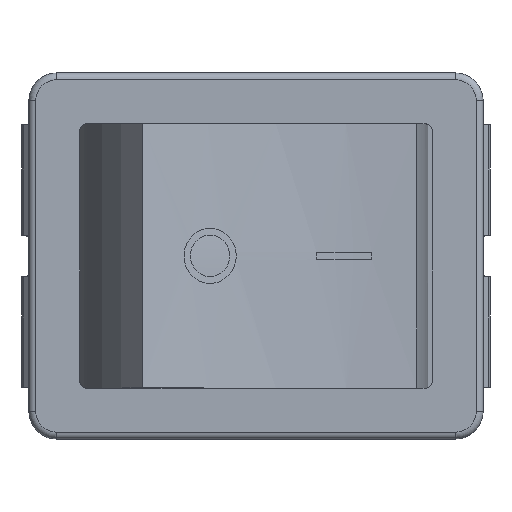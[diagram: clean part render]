
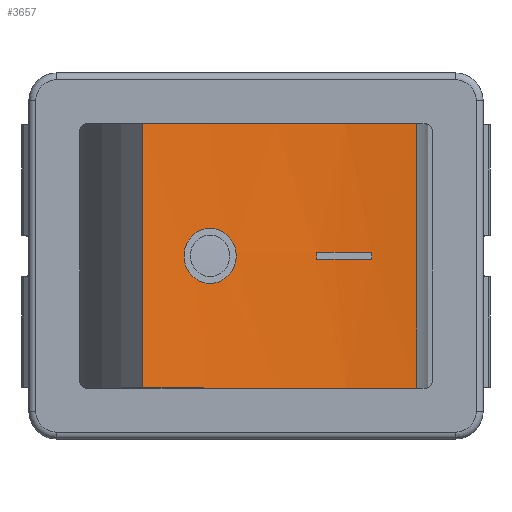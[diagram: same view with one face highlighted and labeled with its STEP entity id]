
A CAD part, top view. The second image highlights one B-rep face of the part: STEP entity #3657.
In plain terms, the highlighted cylindrical face has radius 42.568 mm (diameter 85.136 mm), a partial arc.
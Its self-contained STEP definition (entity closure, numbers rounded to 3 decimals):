
#3266=CARTESIAN_POINT('',(-8.26,9.6,22.671));
#3267=VERTEX_POINT('',#3266);
#3275=CARTESIAN_POINT('',(11.695,9.6,18.064));
#3276=VERTEX_POINT('',#3275);
#3277=CARTESIAN_POINT('',(11.012,9.6,60.626));
#3278=DIRECTION('',(0.0,1.0,0.0));
#3279=DIRECTION('',(-0.453,0.0,-0.892));
#3280=AXIS2_PLACEMENT_3D('',#3277,#3278,#3279);
#3281=CIRCLE('',#3280,42.568);
#3282=EDGE_CURVE('',#3276,#3267,#3281,.T.);
#3348=CARTESIAN_POINT('',(-8.26,-9.6,22.671));
#3349=VERTEX_POINT('',#3348);
#3357=CARTESIAN_POINT('',(-8.26,-9.6,22.671));
#3358=DIRECTION('',(0.0,1.0,0.0));
#3359=VECTOR('',#3358,19.2);
#3360=LINE('',#3357,#3359);
#3361=EDGE_CURVE('',#3349,#3267,#3360,.T.);
#3404=CARTESIAN_POINT('',(11.695,-9.6,18.064));
#3405=VERTEX_POINT('',#3404);
#3406=CARTESIAN_POINT('',(11.695,-9.6,18.064));
#3407=DIRECTION('',(0.0,1.0,0.0));
#3408=VECTOR('',#3407,19.2);
#3409=LINE('',#3406,#3408);
#3410=EDGE_CURVE('',#3405,#3276,#3409,.T.);
#3466=CARTESIAN_POINT('',(11.012,-9.6,60.626));
#3467=DIRECTION('',(0.0,-1.0,0.0));
#3468=DIRECTION('',(-0.453,0.0,-0.892));
#3469=AXIS2_PLACEMENT_3D('',#3466,#3467,#3468);
#3470=CIRCLE('',#3469,42.568);
#3471=EDGE_CURVE('',#3349,#3405,#3470,.T.);
#3482=CARTESIAN_POINT('',(-1.438,0.0,19.919));
#3483=VERTEX_POINT('',#3482);
#3484=CARTESIAN_POINT('',(-1.438,0.0,19.919));
#3485=CARTESIAN_POINT('',(-1.438,-0.251,19.919));
#3486=CARTESIAN_POINT('',(-1.486,-0.519,19.933));
#3487=CARTESIAN_POINT('',(-1.584,-0.765,19.963));
#3488=CARTESIAN_POINT('',(-1.681,-1.011,19.994));
#3489=CARTESIAN_POINT('',(-1.828,-1.236,20.04));
#3490=CARTESIAN_POINT('',(-1.997,-1.413,20.094));
#3491=CARTESIAN_POINT('',(-2.168,-1.591,20.149));
#3492=CARTESIAN_POINT('',(-2.383,-1.746,20.219));
#3493=CARTESIAN_POINT('',(-2.617,-1.848,20.298));
#3494=CARTESIAN_POINT('',(-2.852,-1.95,20.378));
#3495=CARTESIAN_POINT('',(-3.107,-2.,20.466));
#3496=CARTESIAN_POINT('',(-3.344,-2.,20.551));
#3497=CARTESIAN_POINT('',(-3.583,-2.,20.637));
#3498=CARTESIAN_POINT('',(-3.837,-1.95,20.73));
#3499=CARTESIAN_POINT('',(-4.07,-1.847,20.819));
#3500=CARTESIAN_POINT('',(-4.303,-1.745,20.907));
#3501=CARTESIAN_POINT('',(-4.515,-1.59,20.99));
#3502=CARTESIAN_POINT('',(-4.682,-1.412,21.056));
#3503=CARTESIAN_POINT('',(-4.848,-1.235,21.122));
#3504=CARTESIAN_POINT('',(-4.992,-1.01,21.18));
#3505=CARTESIAN_POINT('',(-5.087,-0.765,21.219));
#3506=CARTESIAN_POINT('',(-5.182,-0.519,21.258));
#3507=CARTESIAN_POINT('',(-5.229,-0.251,21.277));
#3508=CARTESIAN_POINT('',(-5.229,0.0,21.277));
#3509=CARTESIAN_POINT('',(-5.229,0.251,21.277));
#3510=CARTESIAN_POINT('',(-5.182,0.519,21.258));
#3511=CARTESIAN_POINT('',(-5.087,0.765,21.219));
#3512=CARTESIAN_POINT('',(-4.992,1.01,21.18));
#3513=CARTESIAN_POINT('',(-4.848,1.235,21.122));
#3514=CARTESIAN_POINT('',(-4.682,1.412,21.056));
#3515=CARTESIAN_POINT('',(-4.515,1.59,20.99));
#3516=CARTESIAN_POINT('',(-4.303,1.745,20.907));
#3517=CARTESIAN_POINT('',(-4.07,1.847,20.819));
#3518=CARTESIAN_POINT('',(-3.837,1.95,20.73));
#3519=CARTESIAN_POINT('',(-3.583,2.,20.637));
#3520=CARTESIAN_POINT('',(-3.344,2.,20.551));
#3521=CARTESIAN_POINT('',(-3.107,2.,20.466));
#3522=CARTESIAN_POINT('',(-2.852,1.95,20.378));
#3523=CARTESIAN_POINT('',(-2.617,1.848,20.298));
#3524=CARTESIAN_POINT('',(-2.383,1.746,20.219));
#3525=CARTESIAN_POINT('',(-2.168,1.591,20.149));
#3526=CARTESIAN_POINT('',(-1.997,1.413,20.094));
#3527=CARTESIAN_POINT('',(-1.828,1.236,20.04));
#3528=CARTESIAN_POINT('',(-1.681,1.011,19.994));
#3529=CARTESIAN_POINT('',(-1.584,0.765,19.963));
#3530=CARTESIAN_POINT('',(-1.486,0.519,19.933));
#3531=CARTESIAN_POINT('',(-1.438,0.251,19.919));
#3532=CARTESIAN_POINT('',(-1.438,0.0,19.919));
#3533=B_SPLINE_CURVE_WITH_KNOTS('',3,(#3484,#3485,#3486,#3487,#3488,#3489,#3490,#3491,#3492,#3493,#3494,#3495,#3496,#3497,#3498,#3499,#3500,#3501,#3502,#3503,#3504,#3505,#3506,#3507,#3508,#3509,#3510,#3511,#3512,#3513,#3514,#3515,#3516,#3517,#3518,#3519,#3520,#3521,#3522,#3523,#3524,#3525,#3526,#3527,#3528,#3529,#3530,#3531,#3532),.UNSPECIFIED.,.T.,.U.,(4,3,3,3,3,3,3,3,3,3,3,3,3,3,3,3,4),(-0.476,-0.447,-0.417,-0.387,-0.357,-0.327,-0.297,-0.268,-0.238,-0.208,-0.179,-0.149,-0.119,-0.089,-0.059,-0.03,0.0),.UNSPECIFIED.);
#3534=EDGE_CURVE('',#3483,#3483,#3533,.T.);
#3600=CARTESIAN_POINT('',(8.414,0.25,18.137));
#3601=VERTEX_POINT('',#3600);
#3602=CARTESIAN_POINT('',(8.414,-0.25,18.137));
#3603=VERTEX_POINT('',#3602);
#3604=CARTESIAN_POINT('',(8.414,0.25,18.137));
#3605=DIRECTION('',(0.0,-1.0,0.0));
#3606=VECTOR('',#3605,0.5);
#3607=LINE('',#3604,#3606);
#3608=EDGE_CURVE('',#3601,#3603,#3607,.T.);
#3610=CARTESIAN_POINT('',(4.41,0.25,18.574));
#3611=VERTEX_POINT('',#3610);
#3612=CARTESIAN_POINT('',(11.012,0.25,60.626));
#3613=DIRECTION('',(0.0,-1.0,0.0));
#3614=DIRECTION('',(-0.453,0.0,-0.892));
#3615=AXIS2_PLACEMENT_3D('',#3612,#3613,#3614);
#3616=CIRCLE('',#3615,42.568);
#3617=EDGE_CURVE('',#3611,#3601,#3616,.T.);
#3619=CARTESIAN_POINT('',(4.41,-0.25,18.574));
#3620=VERTEX_POINT('',#3619);
#3621=CARTESIAN_POINT('',(4.41,-0.25,18.574));
#3622=DIRECTION('',(0.0,1.0,0.0));
#3623=VECTOR('',#3622,0.5);
#3624=LINE('',#3621,#3623);
#3625=EDGE_CURVE('',#3620,#3611,#3624,.T.);
#3627=CARTESIAN_POINT('',(11.012,-0.25,60.626));
#3628=DIRECTION('',(0.0,1.0,0.0));
#3629=DIRECTION('',(-0.453,0.0,-0.892));
#3630=AXIS2_PLACEMENT_3D('',#3627,#3628,#3629);
#3631=CIRCLE('',#3630,42.568);
#3632=EDGE_CURVE('',#3603,#3620,#3631,.T.);
#3637=CARTESIAN_POINT('',(11.012,10.56,60.626));
#3638=DIRECTION('',(0.0,-1.0,0.0));
#3639=DIRECTION('',(0.225,0.0,0.974));
#3640=AXIS2_PLACEMENT_3D('',#3637,#3638,#3639);
#3641=CYLINDRICAL_SURFACE('',#3640,42.568);
#3642=ORIENTED_EDGE('',*,*,#3471,.T.);
#3643=ORIENTED_EDGE('',*,*,#3410,.T.);
#3644=ORIENTED_EDGE('',*,*,#3282,.T.);
#3645=ORIENTED_EDGE('',*,*,#3361,.F.);
#3646=EDGE_LOOP('',(#3642,#3643,#3644,#3645));
#3647=FACE_OUTER_BOUND('',#3646,.T.);
#3648=ORIENTED_EDGE('',*,*,#3632,.T.);
#3649=ORIENTED_EDGE('',*,*,#3625,.T.);
#3650=ORIENTED_EDGE('',*,*,#3617,.T.);
#3651=ORIENTED_EDGE('',*,*,#3608,.T.);
#3652=EDGE_LOOP('',(#3648,#3649,#3650,#3651));
#3653=FACE_BOUND('',#3652,.T.);
#3654=ORIENTED_EDGE('',*,*,#3534,.T.);
#3655=EDGE_LOOP('',(#3654));
#3656=FACE_BOUND('',#3655,.T.);
#3657=ADVANCED_FACE('',(#3647,#3653,#3656),#3641,.F.);
